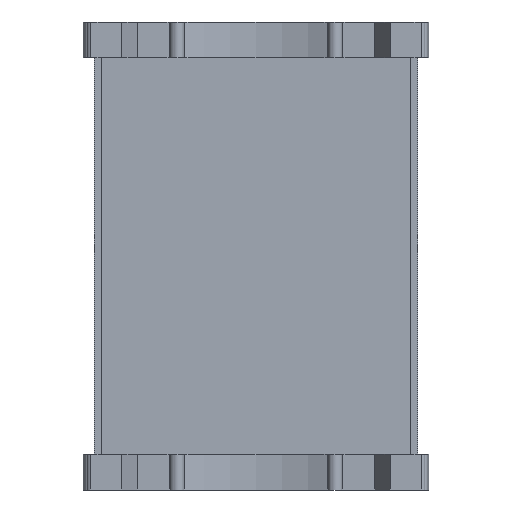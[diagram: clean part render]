
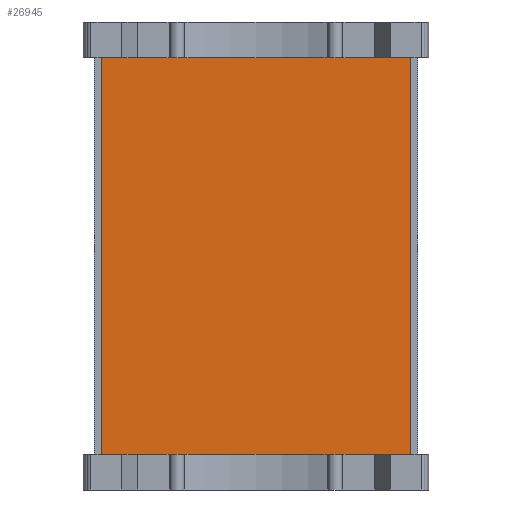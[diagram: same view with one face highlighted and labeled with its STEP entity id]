
A CAD part, front view. The second image highlights one B-rep face of the part: STEP entity #26945.
In plain terms, the highlighted planar face has unit normal (0, -1, 0).
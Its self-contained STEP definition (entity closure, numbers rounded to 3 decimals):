
#480 = CARTESIAN_POINT ( 'NONE',  ( -26.92, -11.451, -3.5 ) ) ;
#527 = EDGE_CURVE ( 'NONE', #25189, #6347, #5217, .T. ) ;
#1048 = EDGE_CURVE ( 'NONE', #23204, #6347, #8363, .T. ) ;
#1197 = DIRECTION ( 'NONE',  ( -1., 0., 0. ) ) ;
#1626 = VECTOR ( 'NONE', #11572, 1000. ) ;
#3245 = CARTESIAN_POINT ( 'NONE',  ( -26.92, -11.451, -58.66 ) ) ;
#5217 = LINE ( 'NONE', #3245, #28692 ) ;
#5883 = VERTEX_POINT ( 'NONE', #480 ) ;
#6347 = VERTEX_POINT ( 'NONE', #15951 ) ;
#6844 = AXIS2_PLACEMENT_3D ( 'NONE', #8823, #24784, #11110 ) ;
#7951 = CARTESIAN_POINT ( 'NONE',  ( -26.92, -11.451, 0.65 ) ) ;
#8363 = LINE ( 'NONE', #20669, #1626 ) ;
#8823 = CARTESIAN_POINT ( 'NONE',  ( 16.08, -11.451, 0.65 ) ) ;
#9023 = EDGE_CURVE ( 'NONE', #5883, #25189, #16823, .T. ) ;
#9768 = VECTOR ( 'NONE', #1197, 1000. ) ;
#11110 = DIRECTION ( 'NONE',  ( 1., 0., 0. ) ) ;
#11572 = DIRECTION ( 'NONE',  ( 0., 0., -1. ) ) ;
#11777 = PLANE ( 'NONE',  #6844 ) ;
#12543 = DIRECTION ( 'NONE',  ( 0., 0., -1. ) ) ;
#13976 = ORIENTED_EDGE ( 'NONE', *, *, #9023, .T. ) ;
#14131 = FACE_OUTER_BOUND ( 'NONE', #24051, .T. ) ;
#15836 = LINE ( 'NONE', #19404, #9768 ) ;
#15951 = CARTESIAN_POINT ( 'NONE',  ( 16.08, -11.451, -58.66 ) ) ;
#16146 = ORIENTED_EDGE ( 'NONE', *, *, #527, .T. ) ;
#16823 = LINE ( 'NONE', #7951, #17541 ) ;
#17541 = VECTOR ( 'NONE', #12543, 1000. ) ;
#19404 = CARTESIAN_POINT ( 'NONE',  ( -26.92, -11.451, -3.5 ) ) ;
#19943 = CARTESIAN_POINT ( 'NONE',  ( -26.92, -11.451, -58.66 ) ) ;
#20669 = CARTESIAN_POINT ( 'NONE',  ( 16.08, -11.451, 0.65 ) ) ;
#21828 = CARTESIAN_POINT ( 'NONE',  ( 16.08, -11.451, -3.5 ) ) ;
#22061 = EDGE_CURVE ( 'NONE', #23204, #5883, #15836, .T. ) ;
#22877 = ORIENTED_EDGE ( 'NONE', *, *, #1048, .F. ) ;
#23204 = VERTEX_POINT ( 'NONE', #21828 ) ;
#24051 = EDGE_LOOP ( 'NONE', ( #13976, #16146, #22877, #28302 ) ) ;
#24784 = DIRECTION ( 'NONE',  ( 0., -1., 0. ) ) ;
#25189 = VERTEX_POINT ( 'NONE', #19943 ) ;
#26945 = ADVANCED_FACE ( 'NONE', ( #14131 ), #11777, .T. ) ;
#28302 = ORIENTED_EDGE ( 'NONE', *, *, #22061, .T. ) ;
#28472 = DIRECTION ( 'NONE',  ( 1., 0., 0. ) ) ;
#28692 = VECTOR ( 'NONE', #28472, 1000. ) ;
